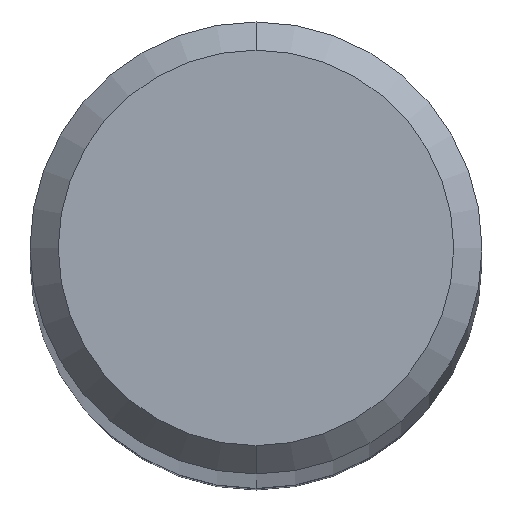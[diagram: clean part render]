
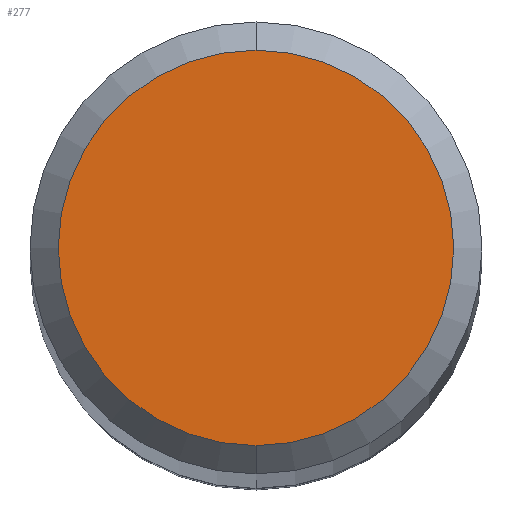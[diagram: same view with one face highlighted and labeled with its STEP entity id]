
A CAD part, top view. The second image highlights one B-rep face of the part: STEP entity #277.
In plain terms, the highlighted planar face has unit normal (0, 0, 1).
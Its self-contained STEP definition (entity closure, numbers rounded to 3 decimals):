
#147=EDGE_CURVE('',#343,#235,#380,.T.);
#149=EDGE_CURVE('',#235,#343,#382,.T.);
#235=VERTEX_POINT('',#482);
#277=ADVANCED_FACE('',(#530),#531,.T.);
#343=VERTEX_POINT('',#601);
#380=CIRCLE('',#632,2.8);
#382=CIRCLE('',#635,2.8);
#482=CARTESIAN_POINT('',(0.0,2.8,0.0));
#530=FACE_OUTER_BOUND('',#821,.T.);
#531=PLANE('',#822);
#601=CARTESIAN_POINT('',(0.,-2.8,0.0));
#632=AXIS2_PLACEMENT_3D('',#947,#948,#949);
#635=AXIS2_PLACEMENT_3D('',#950,#951,#952);
#821=EDGE_LOOP('',(#1155,#1156));
#822=AXIS2_PLACEMENT_3D('',#1157,#1158,#1159);
#947=CARTESIAN_POINT('',(0.0,0.0,0.0));
#948=DIRECTION('',(0.0,0.0,-1.0));
#949=DIRECTION('',(0.0,1.0,0.0));
#950=CARTESIAN_POINT('',(0.0,0.0,0.0));
#951=DIRECTION('',(0.0,0.0,-1.0));
#952=DIRECTION('',(0.0,1.0,0.0));
#1155=ORIENTED_EDGE('',*,*,#149,.F.);
#1156=ORIENTED_EDGE('',*,*,#147,.F.);
#1157=CARTESIAN_POINT('',(0.0,1.4,0.0));
#1158=DIRECTION('',(-0.0,0.0,1.0));
#1159=DIRECTION('',(0.0,-1.0,0.0));
